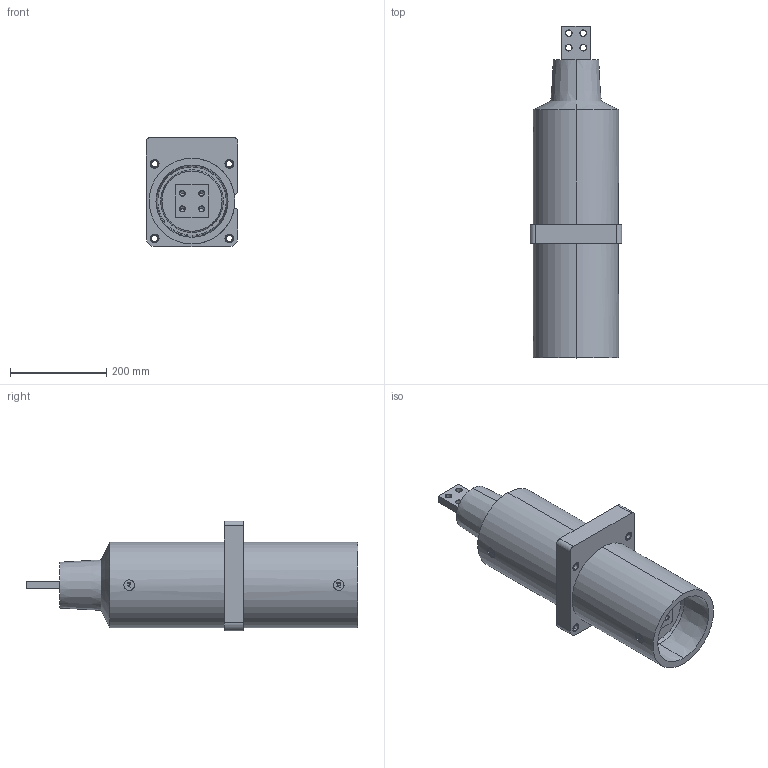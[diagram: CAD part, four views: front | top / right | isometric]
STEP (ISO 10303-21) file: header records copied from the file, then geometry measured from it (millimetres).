
FILE_DESCRIPTION (( 'STEP AP214' ), '1' );
FILE_NAME ('认菟-岩-20-2000.STEP', '2024-04-23T07:32:14', ( '' ), ( '' ), 'SwSTEP 2.0', 'SolidWorks 2014', '' );
FILE_SCHEMA (( 'AUTOMOTIVE_DESIGN' ));
Length unit declared in the file: millimetre
Products named in the file (7): plain washer grade a_din_Washer DIN 125 - A 6.4; ÂÅÈÓ.685528.007 Øèíà íàêîíå÷íèêà; 屡扔.757465.022 袜觐礤黜桕; 认菟-岩-20-2000; hex nut gradec_din_Hexagon Nut ISO 4034 - M6 - N; Îòëèâêà^ÂÅÈÓ.686153.009 Èçîëÿòîð ïðîõîäíîé ÈÏÝË-ÑÒ-20-2000_00; 屡扔.713174.003 买箅赅_-01
Assembly tree (10 placements, depth 2):
  认菟-岩-20-2000
    屡扔.713174.003 买箅赅_-01  x4
    ÂÅÈÓ.685528.007 Øèíà íàêîíå÷íèêà
    屡扔.757465.022 袜觐礤黜桕
    plain washer grade a_din_Washer DIN 125 - A 6.4  x2
    hex nut gradec_din_Hexagon Nut ISO 4034 - M6 - N
    Îòëèâêà^ÂÅÈÓ.686153.009 Èçîëÿòîð ïðîõîäíîé ÈÏÝË-ÑÒ-20-2000_00
Bounding box: 190 x 690 x 228 mm (x, y, z)
Volume: 12791365.7 mm3; surface area: 628080.4 mm2
Topology: 12 solids, 12 shells, 600 faces, 1438 edges, 900 vertices
Faces by surface type: plane 293, cylinder 167, cone 130, bspline 6, torus 4
Entity records: 15740 total; most frequent: CARTESIAN_POINT 3534, DIRECTION 2528, ORIENTED_EDGE 2392, EDGE_CURVE 1196, AXIS2_PLACEMENT_3D 936, VERTEX_POINT 748, VECTOR 656, LINE 656
